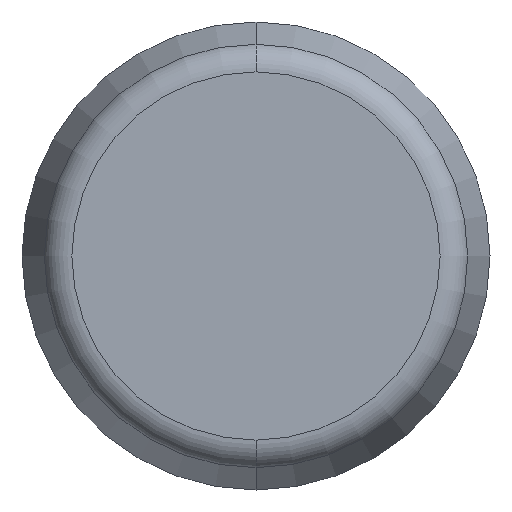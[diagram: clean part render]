
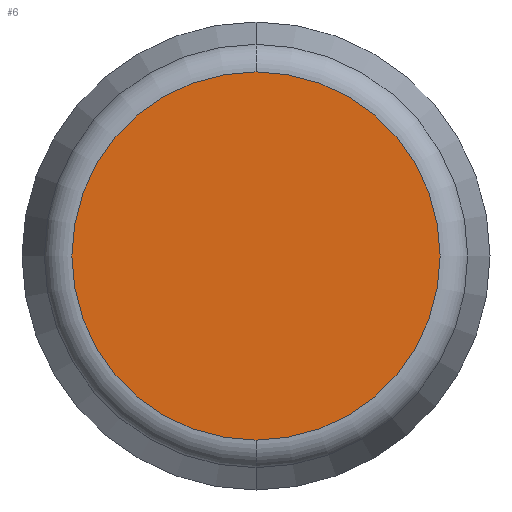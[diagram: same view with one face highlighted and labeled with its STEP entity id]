
A CAD part, front view. The second image highlights one B-rep face of the part: STEP entity #6.
In plain terms, the highlighted planar face has unit normal (0, -1, 0).
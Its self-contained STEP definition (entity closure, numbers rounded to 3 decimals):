
#6 = ADVANCED_FACE ( 'NONE', ( #322 ), #124, .T. ) ;
#18 = EDGE_CURVE ( 'NONE', #271, #290, #217, .T. ) ;
#19 = EDGE_CURVE ( 'NONE', #290, #271, #202, .T. ) ;
#52 = CARTESIAN_POINT ( 'NONE',  ( 0., -7., 0. ) ) ;
#69 = CARTESIAN_POINT ( 'NONE',  ( 0., -7., -15.738 ) ) ;
#80 = DIRECTION ( 'NONE',  ( 0., 0., 1. ) ) ;
#82 = DIRECTION ( 'NONE',  ( 0., 0., -1. ) ) ;
#86 = DIRECTION ( 'NONE',  ( 0., 1., 0. ) ) ;
#124 = PLANE ( 'NONE',  #212 ) ;
#137 = CARTESIAN_POINT ( 'NONE',  ( 0., -7., 15.738 ) ) ;
#149 = DIRECTION ( 'NONE',  ( 0., -1., 0. ) ) ;
#151 = CARTESIAN_POINT ( 'NONE',  ( 0., -7., 15.738 ) ) ;
#153 = DIRECTION ( 'NONE',  ( 0., 0., 1. ) ) ;
#157 = CARTESIAN_POINT ( 'NONE',  ( 0., -7., 0. ) ) ;
#170 = DIRECTION ( 'NONE',  ( 0., 1., 0. ) ) ;
#202 = CIRCLE ( 'NONE', #233, 15.738 ) ;
#212 = AXIS2_PLACEMENT_3D ( 'NONE', #151, #149, #82 ) ;
#216 = AXIS2_PLACEMENT_3D ( 'NONE', #157, #170, #80 ) ;
#217 = CIRCLE ( 'NONE', #216, 15.738 ) ;
#233 = AXIS2_PLACEMENT_3D ( 'NONE', #52, #86, #153 ) ;
#271 = VERTEX_POINT ( 'NONE', #69 ) ;
#290 = VERTEX_POINT ( 'NONE', #137 ) ;
#297 = ORIENTED_EDGE ( 'NONE', *, *, #18, .F. ) ;
#298 = ORIENTED_EDGE ( 'NONE', *, *, #19, .F. ) ;
#301 = EDGE_LOOP ( 'NONE', ( #298, #297 ) ) ;
#322 = FACE_OUTER_BOUND ( 'NONE', #301, .T. ) ;
